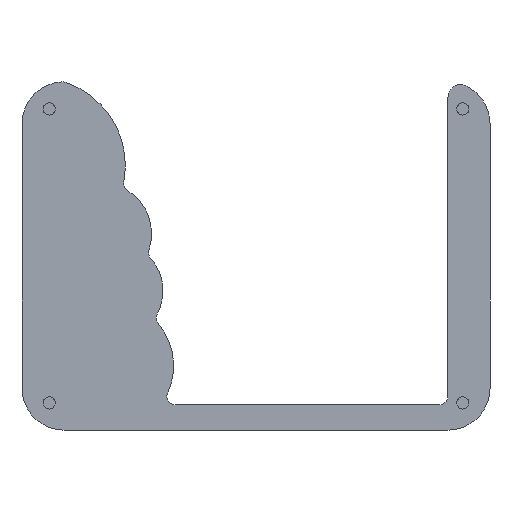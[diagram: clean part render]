
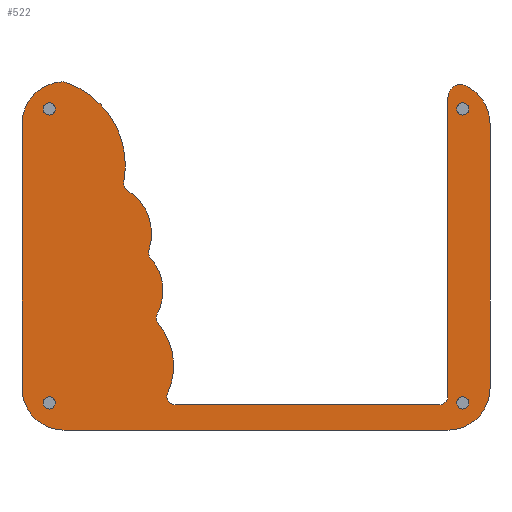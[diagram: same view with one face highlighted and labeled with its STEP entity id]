
A CAD part, front view. The second image highlights one B-rep face of the part: STEP entity #522.
In plain terms, the highlighted planar face has unit normal (0, -1, 0).
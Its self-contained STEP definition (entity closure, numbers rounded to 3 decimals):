
#14=FACE_BOUND('',#69,.T.);
#15=FACE_BOUND('',#70,.T.);
#16=FACE_BOUND('',#71,.T.);
#17=FACE_BOUND('',#72,.T.);
#19=PLANE('',#591);
#38=FACE_OUTER_BOUND('',#68,.T.);
#68=EDGE_LOOP('',(#355,#356,#357,#358,#359,#360,#361,#362,#363,#364,#365,
#366,#367,#368,#369,#370,#371,#372,#373,#374));
#69=EDGE_LOOP('',(#375));
#70=EDGE_LOOP('',(#376));
#71=EDGE_LOOP('',(#377));
#72=EDGE_LOOP('',(#378));
#104=LINE('',#860,#138);
#105=LINE('',#872,#139);
#106=LINE('',#876,#140);
#107=LINE('',#880,#141);
#108=LINE('',#885,#142);
#138=VECTOR('',#691,10.);
#139=VECTOR('',#706,10.);
#140=VECTOR('',#709,10.);
#141=VECTOR('',#712,10.);
#142=VECTOR('',#717,10.);
#161=CIRCLE('',#567,2.);
#163=CIRCLE('',#570,15.648);
#165=CIRCLE('',#573,2.);
#168=CIRCLE('',#577,11.653);
#169=CIRCLE('',#579,2.);
#172=CIRCLE('',#583,12.219);
#174=CIRCLE('',#586,2.);
#176=CIRCLE('',#590,2.);
#177=CIRCLE('',#592,20.887);
#178=CIRCLE('',#593,3.);
#179=CIRCLE('',#594,10.);
#180=CIRCLE('',#595,10.);
#181=CIRCLE('',#596,10.);
#182=CIRCLE('',#597,10.);
#183=CIRCLE('',#598,3.);
#184=CIRCLE('',#599,1.45);
#185=CIRCLE('',#600,1.45);
#186=CIRCLE('',#601,1.45);
#187=CIRCLE('',#602,1.45);
#199=VERTEX_POINT('',#808);
#200=VERTEX_POINT('',#809);
#203=VERTEX_POINT('',#817);
#205=VERTEX_POINT('',#823);
#206=VERTEX_POINT('',#824);
#209=VERTEX_POINT('',#835);
#210=VERTEX_POINT('',#836);
#215=VERTEX_POINT('',#850);
#216=VERTEX_POINT('',#852);
#218=VERTEX_POINT('',#858);
#219=VERTEX_POINT('',#865);
#220=VERTEX_POINT('',#867);
#221=VERTEX_POINT('',#869);
#222=VERTEX_POINT('',#871);
#223=VERTEX_POINT('',#873);
#224=VERTEX_POINT('',#875);
#225=VERTEX_POINT('',#877);
#226=VERTEX_POINT('',#879);
#227=VERTEX_POINT('',#881);
#228=VERTEX_POINT('',#883);
#229=VERTEX_POINT('',#886);
#230=VERTEX_POINT('',#888);
#231=VERTEX_POINT('',#890);
#232=VERTEX_POINT('',#892);
#247=EDGE_CURVE('',#199,#200,#161,.T.);
#251=EDGE_CURVE('',#200,#203,#163,.T.);
#254=EDGE_CURVE('',#205,#206,#165,.T.);
#259=EDGE_CURVE('',#206,#199,#168,.T.);
#260=EDGE_CURVE('',#209,#210,#169,.T.);
#265=EDGE_CURVE('',#210,#205,#172,.T.);
#268=EDGE_CURVE('',#215,#216,#174,.T.);
#272=EDGE_CURVE('',#215,#218,#104,.T.);
#274=EDGE_CURVE('',#203,#218,#176,.T.);
#275=EDGE_CURVE('',#219,#209,#177,.T.);
#276=EDGE_CURVE('',#220,#219,#178,.T.);
#277=EDGE_CURVE('',#221,#220,#179,.T.);
#278=EDGE_CURVE('',#222,#221,#105,.T.);
#279=EDGE_CURVE('',#223,#222,#180,.T.);
#280=EDGE_CURVE('',#224,#223,#106,.T.);
#281=EDGE_CURVE('',#225,#224,#181,.T.);
#282=EDGE_CURVE('',#226,#225,#107,.T.);
#283=EDGE_CURVE('',#227,#226,#182,.T.);
#284=EDGE_CURVE('',#228,#227,#183,.T.);
#285=EDGE_CURVE('',#216,#228,#108,.T.);
#286=EDGE_CURVE('',#229,#229,#184,.T.);
#287=EDGE_CURVE('',#230,#230,#185,.T.);
#288=EDGE_CURVE('',#231,#231,#186,.T.);
#289=EDGE_CURVE('',#232,#232,#187,.T.);
#355=ORIENTED_EDGE('',*,*,#268,.F.);
#356=ORIENTED_EDGE('',*,*,#272,.T.);
#357=ORIENTED_EDGE('',*,*,#274,.F.);
#358=ORIENTED_EDGE('',*,*,#251,.F.);
#359=ORIENTED_EDGE('',*,*,#247,.F.);
#360=ORIENTED_EDGE('',*,*,#259,.F.);
#361=ORIENTED_EDGE('',*,*,#254,.F.);
#362=ORIENTED_EDGE('',*,*,#265,.F.);
#363=ORIENTED_EDGE('',*,*,#260,.F.);
#364=ORIENTED_EDGE('',*,*,#275,.F.);
#365=ORIENTED_EDGE('',*,*,#276,.F.);
#366=ORIENTED_EDGE('',*,*,#277,.F.);
#367=ORIENTED_EDGE('',*,*,#278,.F.);
#368=ORIENTED_EDGE('',*,*,#279,.F.);
#369=ORIENTED_EDGE('',*,*,#280,.F.);
#370=ORIENTED_EDGE('',*,*,#281,.F.);
#371=ORIENTED_EDGE('',*,*,#282,.F.);
#372=ORIENTED_EDGE('',*,*,#283,.F.);
#373=ORIENTED_EDGE('',*,*,#284,.F.);
#374=ORIENTED_EDGE('',*,*,#285,.F.);
#375=ORIENTED_EDGE('',*,*,#286,.T.);
#376=ORIENTED_EDGE('',*,*,#287,.T.);
#377=ORIENTED_EDGE('',*,*,#288,.T.);
#378=ORIENTED_EDGE('',*,*,#289,.T.);
#522=ADVANCED_FACE('',(#38,#14,#15,#16,#17),#19,.F.);
#567=AXIS2_PLACEMENT_3D('',#810,#638,#639);
#570=AXIS2_PLACEMENT_3D('',#818,#646,#647);
#573=AXIS2_PLACEMENT_3D('',#825,#653,#654);
#577=AXIS2_PLACEMENT_3D('',#833,#663,#664);
#579=AXIS2_PLACEMENT_3D('',#837,#667,#668);
#583=AXIS2_PLACEMENT_3D('',#845,#677,#678);
#586=AXIS2_PLACEMENT_3D('',#853,#684,#685);
#590=AXIS2_PLACEMENT_3D('',#863,#696,#697);
#591=AXIS2_PLACEMENT_3D('',#864,#698,#699);
#592=AXIS2_PLACEMENT_3D('',#866,#700,#701);
#593=AXIS2_PLACEMENT_3D('',#868,#702,#703);
#594=AXIS2_PLACEMENT_3D('',#870,#704,#705);
#595=AXIS2_PLACEMENT_3D('',#874,#707,#708);
#596=AXIS2_PLACEMENT_3D('',#878,#710,#711);
#597=AXIS2_PLACEMENT_3D('',#882,#713,#714);
#598=AXIS2_PLACEMENT_3D('',#884,#715,#716);
#599=AXIS2_PLACEMENT_3D('',#887,#718,#719);
#600=AXIS2_PLACEMENT_3D('',#889,#720,#721);
#601=AXIS2_PLACEMENT_3D('',#891,#722,#723);
#602=AXIS2_PLACEMENT_3D('',#893,#724,#725);
#638=DIRECTION('center_axis',(0.,-1.,0.));
#639=DIRECTION('ref_axis',(-0.995,0.,-0.103));
#646=DIRECTION('center_axis',(0.,1.,0.));
#647=DIRECTION('ref_axis',(0.702,0.,0.712));
#653=DIRECTION('center_axis',(0.,-1.,0.));
#654=DIRECTION('ref_axis',(-0.979,0.,-0.202));
#663=DIRECTION('center_axis',(0.,1.,0.));
#664=DIRECTION('ref_axis',(0.677,0.,0.736));
#667=DIRECTION('center_axis',(0.,-1.,0.));
#668=DIRECTION('ref_axis',(-0.917,0.,-0.399));
#677=DIRECTION('center_axis',(0.,1.,0.));
#678=DIRECTION('ref_axis',(0.434,0.,0.901));
#684=DIRECTION('center_axis',(0.,-1.,0.));
#685=DIRECTION('ref_axis',(0.707,0.,-0.707));
#691=DIRECTION('',(-1.,0.,0.));
#696=DIRECTION('center_axis',(0.,-1.,0.));
#697=DIRECTION('ref_axis',(0.,0.,1.));
#698=DIRECTION('center_axis',(0.,1.,0.));
#699=DIRECTION('ref_axis',(0.,0.,1.));
#700=DIRECTION('center_axis',(0.,1.,0.));
#701=DIRECTION('ref_axis',(0.301,0.,0.954));
#702=DIRECTION('center_axis',(0.,1.,0.));
#703=DIRECTION('ref_axis',(0.135,0.,0.991));
#704=DIRECTION('center_axis',(0.,1.,0.));
#705=DIRECTION('ref_axis',(-0.707,0.,0.707));
#706=DIRECTION('',(0.,0.,1.));
#707=DIRECTION('center_axis',(0.,1.,0.));
#708=DIRECTION('ref_axis',(-0.707,0.,-0.707));
#709=DIRECTION('',(-1.,0.,0.));
#710=DIRECTION('center_axis',(0.,1.,0.));
#711=DIRECTION('ref_axis',(0.707,0.,-0.707));
#712=DIRECTION('',(0.,0.,-1.));
#713=DIRECTION('center_axis',(0.,1.,0.));
#714=DIRECTION('ref_axis',(0.707,0.,0.707));
#715=DIRECTION('center_axis',(0.,1.,0.));
#716=DIRECTION('ref_axis',(-0.535,0.,0.845));
#717=DIRECTION('',(0.,0.,1.));
#718=DIRECTION('center_axis',(0.,1.,0.));
#719=DIRECTION('ref_axis',(1.,0.,0.));
#720=DIRECTION('center_axis',(0.,1.,0.));
#721=DIRECTION('ref_axis',(1.,0.,0.));
#722=DIRECTION('center_axis',(0.,1.,0.));
#723=DIRECTION('ref_axis',(1.,0.,0.));
#724=DIRECTION('center_axis',(0.,1.,0.));
#725=DIRECTION('ref_axis',(1.,0.,0.));
#808=CARTESIAN_POINT('',(-21.583,0.,-15.452));
#809=CARTESIAN_POINT('',(-21.351,0.,-17.691));
#810=CARTESIAN_POINT('Origin',(-19.822,0.,-16.401));
#817=CARTESIAN_POINT('',(-19.067,0.,-34.253));
#818=CARTESIAN_POINT('Origin',(-33.313,0.,-27.779));
#823=CARTESIAN_POINT('',(-23.523,0.,-0.232));
#824=CARTESIAN_POINT('',(-23.12,0.,-2.187));
#825=CARTESIAN_POINT('Origin',(-21.624,0.,-0.86));
#833=CARTESIAN_POINT('Origin',(-31.838,0.,-9.919));
#835=CARTESIAN_POINT('',(-29.507,0.,16.011));
#836=CARTESIAN_POINT('',(-28.608,0.,13.946));
#837=CARTESIAN_POINT('Origin',(-27.542,0.,15.638));
#845=CARTESIAN_POINT('Origin',(-35.123,0.,3.609));
#850=CARTESIAN_POINT('',(45.655,0.,-37.081));
#852=CARTESIAN_POINT('',(47.655,0.,-35.081));
#853=CARTESIAN_POINT('Origin',(45.655,0.,-35.081));
#858=CARTESIAN_POINT('',(-17.246,0.,-37.081));
#860=CARTESIAN_POINT('',(-9.05,0.,-37.081));
#863=CARTESIAN_POINT('Origin',(-17.246,0.,-35.081));
#864=CARTESIAN_POINT('Origin',(1.955,0.,-1.631));
#865=CARTESIAN_POINT('',(-43.205,0.,39.641));
#866=CARTESIAN_POINT('Origin',(-50.028,0.,19.9));
#867=CARTESIAN_POINT('',(-44.373,0.,39.799));
#868=CARTESIAN_POINT('Origin',(-44.185,0.,36.805));
#869=CARTESIAN_POINT('',(-53.745,0.,29.819));
#870=CARTESIAN_POINT('Origin',(-43.745,0.,29.819));
#871=CARTESIAN_POINT('',(-53.745,0.,-33.081));
#872=CARTESIAN_POINT('',(-53.745,0.,-43.081));
#873=CARTESIAN_POINT('',(-43.745,0.,-43.081));
#874=CARTESIAN_POINT('Origin',(-43.745,0.,-33.081));
#875=CARTESIAN_POINT('',(47.655,0.,-43.081));
#876=CARTESIAN_POINT('',(57.655,0.,-43.081));
#877=CARTESIAN_POINT('',(57.655,0.,-33.081));
#878=CARTESIAN_POINT('Origin',(47.655,0.,-33.081));
#879=CARTESIAN_POINT('',(57.655,0.,29.819));
#880=CARTESIAN_POINT('',(57.655,0.,39.819));
#881=CARTESIAN_POINT('',(51.941,0.,38.854));
#882=CARTESIAN_POINT('Origin',(47.655,0.,29.819));
#883=CARTESIAN_POINT('',(47.655,0.,36.144));
#884=CARTESIAN_POINT('Origin',(50.655,0.,36.144));
#885=CARTESIAN_POINT('',(47.655,0.,-33.081));
#886=CARTESIAN_POINT('',(49.741,0.,33.355));
#887=CARTESIAN_POINT('Origin',(51.191,0.,33.355));
#888=CARTESIAN_POINT('',(-48.73,0.,33.355));
#889=CARTESIAN_POINT('Origin',(-47.28,0.,33.355));
#890=CARTESIAN_POINT('',(49.741,0.,-36.616));
#891=CARTESIAN_POINT('Origin',(51.191,0.,-36.616));
#892=CARTESIAN_POINT('',(-48.73,0.,-36.616));
#893=CARTESIAN_POINT('Origin',(-47.28,0.,-36.616));
